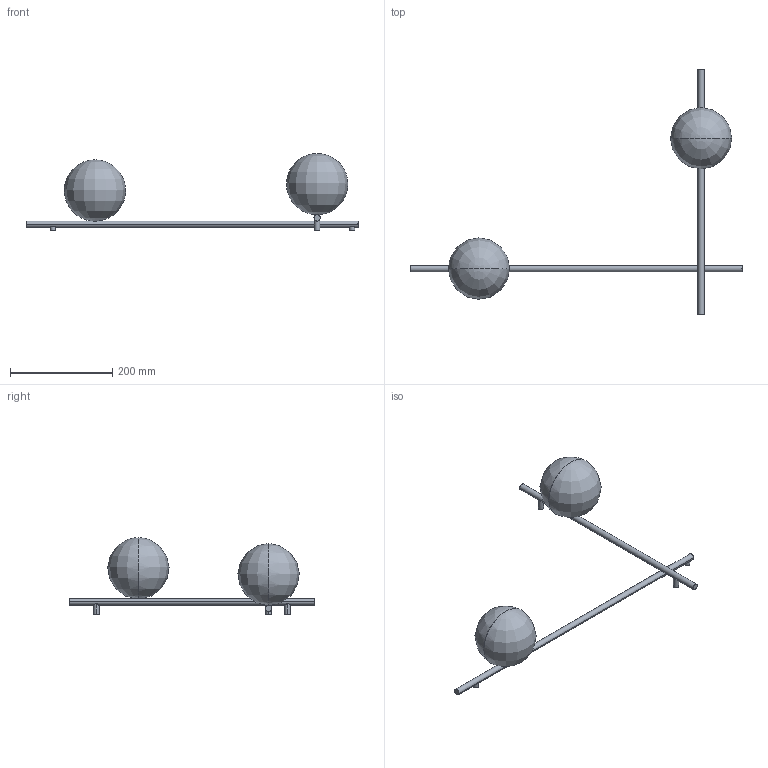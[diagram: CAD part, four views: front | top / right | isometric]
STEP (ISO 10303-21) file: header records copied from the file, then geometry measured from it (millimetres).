
FILE_DESCRIPTION(/* description */ (''),/* implementation_level */ '2;1');
FILE_NAME(/* name */ '1744.376_MIKADO',/* time_stamp */ '2024-04-09T15:35:21+02:00',/* author */ (''),/* organization */ (''),/* preprocessor_version */ 'ST-DEVELOPER v16.5',/* originating_system */ 'Rhino 7.15',/* authorisation */ '');
FILE_SCHEMA (('CONFIG_CONTROL_DESIGN'));
Length unit declared in the file: millimetre
Products named in the file (1): Document
Bounding box: 650 x 480 x 150.84 mm (x, y, z)
Volume: 959091.5 mm3; surface area: 267142 mm2
Topology: 6 solids, 12 shells, 42 faces, 96 edges, 56 vertices
Faces by surface type: bspline 18, cylinder 13, plane 11
Entity records: 1632 total; most frequent: CARTESIAN_POINT 1028, ORIENTED_EDGE 133, EDGE_CURVE 80, VERTEX_POINT 56, ADVANCED_FACE 42, FACE_OUTER_BOUND 42, EDGE_LOOP 42, DIRECTION 29
